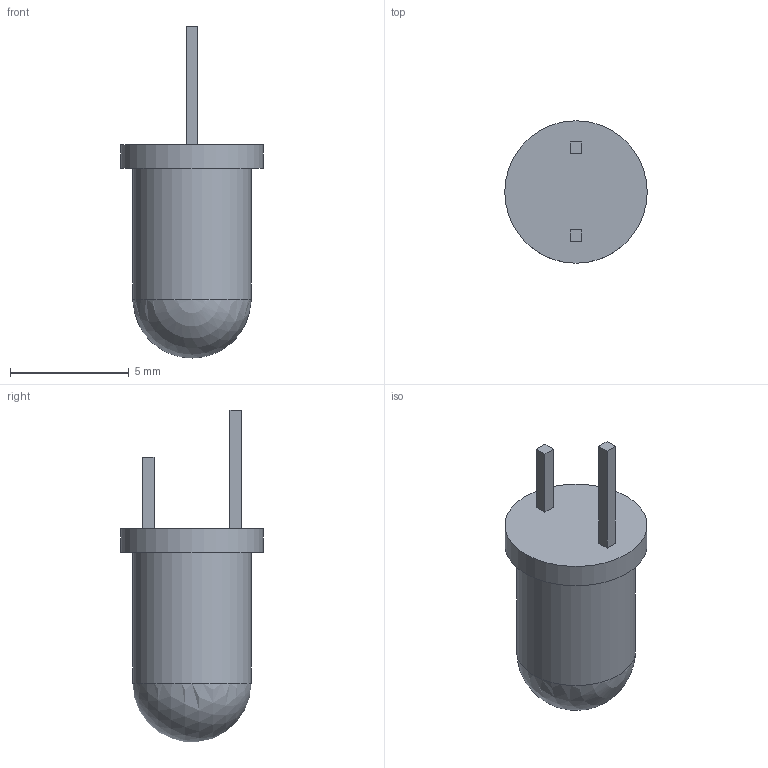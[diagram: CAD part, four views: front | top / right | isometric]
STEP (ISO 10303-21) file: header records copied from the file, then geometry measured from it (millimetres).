
FILE_DESCRIPTION (( 'STEP AP214' ), '1' );
FILE_NAME ('Led_5mm.STEP', '2015-01-23T21:57:14', ( 'Team' ), ( '' ), 'SwSTEP 2.0', 'SolidWorks 2012', '' );
FILE_SCHEMA (( 'AUTOMOTIVE_DESIGN' ));
Length unit declared in the file: millimetre
Products named in the file (1): Led_5mm
Bounding box: 6 x 6 x 13.98 mm (x, y, z)
Volume: 171 mm3; surface area: 198.4 mm2
Topology: 3 solids, 3 shells, 17 faces, 33 edges, 21 vertices
Faces by surface type: plane 14, cylinder 2, sphere 1
Full cylindrical faces by diameter (mm): 5 x1, 6 x1
Entity records: 450 total; most frequent: DIRECTION 68, CARTESIAN_POINT 66, ORIENTED_EDGE 56, EDGE_CURVE 28, VECTOR 24, LINE 24, AXIS2_PLACEMENT_3D 22, VERTEX_POINT 20
